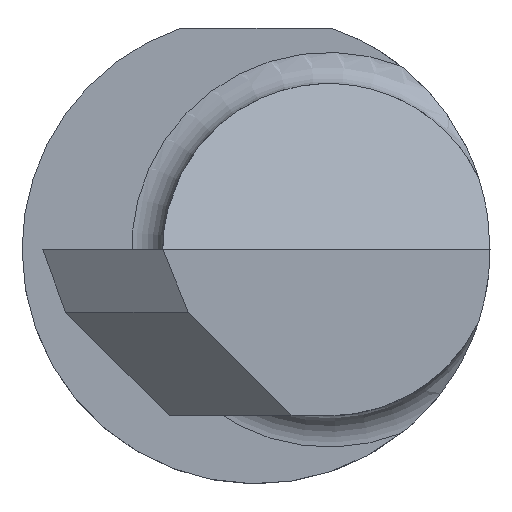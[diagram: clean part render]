
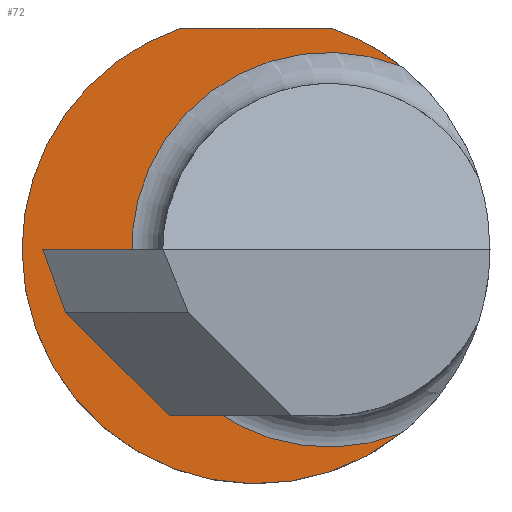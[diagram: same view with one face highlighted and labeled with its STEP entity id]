
A CAD part, left-side view. The second image highlights one B-rep face of the part: STEP entity #72.
In plain terms, the highlighted planar face has unit normal (-1, 0, 0).
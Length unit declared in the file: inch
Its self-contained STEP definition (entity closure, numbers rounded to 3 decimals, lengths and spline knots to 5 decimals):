
#23 = FACE_OUTER_BOUND ( 'NONE', #411, .T. ) ;
#50 = VERTEX_POINT ( 'NONE', #483 ) ;
#72 = ADVANCED_FACE ( 'NONE', ( #23 ), #829, .T. ) ;
#74 = DIRECTION ( 'NONE',  ( 0., 1., 0. ) ) ;
#87 = EDGE_CURVE ( 'NONE', #122, #50, #354, .T. ) ;
#92 = EDGE_CURVE ( 'NONE', #502, #122, #559, .T. ) ;
#107 = ORIENTED_EDGE ( 'NONE', *, *, #87, .F. ) ;
#118 = ORIENTED_EDGE ( 'NONE', *, *, #422, .F. ) ;
#122 = VERTEX_POINT ( 'NONE', #181 ) ;
#169 = DIRECTION ( 'NONE',  ( 1., 0., 0. ) ) ;
#181 = CARTESIAN_POINT ( 'NONE',  ( -1.4, 0.18735, 0. ) ) ;
#190 = DIRECTION ( 'NONE',  ( 1., 0., 0. ) ) ;
#224 = DIRECTION ( 'NONE',  ( -1., 0., 0. ) ) ;
#241 = CARTESIAN_POINT ( 'NONE',  ( -1.4, -0.05835, 0. ) ) ;
#250 = CIRCLE ( 'NONE', #556, 0.158 ) ;
#289 = CARTESIAN_POINT ( 'NONE',  ( -1.4, 0., 0. ) ) ;
#311 = CARTESIAN_POINT ( 'NONE',  ( -1.4, -0.11603, -0.1471 ) ) ;
#316 = CARTESIAN_POINT ( 'NONE',  ( -1.4, 0., 0. ) ) ;
#337 = LINE ( 'NONE', #468, #542 ) ;
#354 = CIRCLE ( 'NONE', #873, 0.18735 ) ;
#366 = DIRECTION ( 'NONE',  ( 0., -1., 0. ) ) ;
#373 = CARTESIAN_POINT ( 'NONE',  ( -1.4, -0.06039, 0.17735 ) ) ;
#395 = AXIS2_PLACEMENT_3D ( 'NONE', #435, #224, #366 ) ;
#411 = EDGE_LOOP ( 'NONE', ( #118, #609, #596, #107, #661 ) ) ;
#422 = EDGE_CURVE ( 'NONE', #706, #502, #250, .T. ) ;
#427 = DIRECTION ( 'NONE',  ( 1., 0., 0. ) ) ;
#435 = CARTESIAN_POINT ( 'NONE',  ( -1.4, 0.18735, 0. ) ) ;
#436 = AXIS2_PLACEMENT_3D ( 'NONE', #316, #169, #441 ) ;
#437 = VERTEX_POINT ( 'NONE', #373 ) ;
#441 = DIRECTION ( 'NONE',  ( 0., -1., 0. ) ) ;
#468 = CARTESIAN_POINT ( 'NONE',  ( -1.4, 0.21235, 0.17735 ) ) ;
#483 = CARTESIAN_POINT ( 'NONE',  ( -1.4, 0.06039, 0.17735 ) ) ;
#502 = VERTEX_POINT ( 'NONE', #311 ) ;
#542 = VECTOR ( 'NONE', #74, 39.37008 ) ;
#545 = EDGE_CURVE ( 'NONE', #437, #706, #815, .T. ) ;
#553 = EDGE_CURVE ( 'NONE', #437, #50, #337, .T. ) ;
#556 = AXIS2_PLACEMENT_3D ( 'NONE', #241, #848, #567 ) ;
#559 = CIRCLE ( 'NONE', #754, 0.18735 ) ;
#567 = DIRECTION ( 'NONE',  ( 0., -1., 0. ) ) ;
#596 = ORIENTED_EDGE ( 'NONE', *, *, #553, .T. ) ;
#609 = ORIENTED_EDGE ( 'NONE', *, *, #545, .F. ) ;
#656 = DIRECTION ( 'NONE',  ( 0., -1., 0. ) ) ;
#661 = ORIENTED_EDGE ( 'NONE', *, *, #92, .F. ) ;
#684 = DIRECTION ( 'NONE',  ( 0., -1., 0. ) ) ;
#706 = VERTEX_POINT ( 'NONE', #716 ) ;
#716 = CARTESIAN_POINT ( 'NONE',  ( -1.4, -0.11603, 0.1471 ) ) ;
#752 = CARTESIAN_POINT ( 'NONE',  ( -1.4, 0., 0. ) ) ;
#754 = AXIS2_PLACEMENT_3D ( 'NONE', #289, #190, #656 ) ;
#815 = CIRCLE ( 'NONE', #436, 0.18735 ) ;
#829 = PLANE ( 'NONE',  #395 ) ;
#848 = DIRECTION ( 'NONE',  ( -1., 0., 0. ) ) ;
#873 = AXIS2_PLACEMENT_3D ( 'NONE', #752, #427, #684 ) ;
